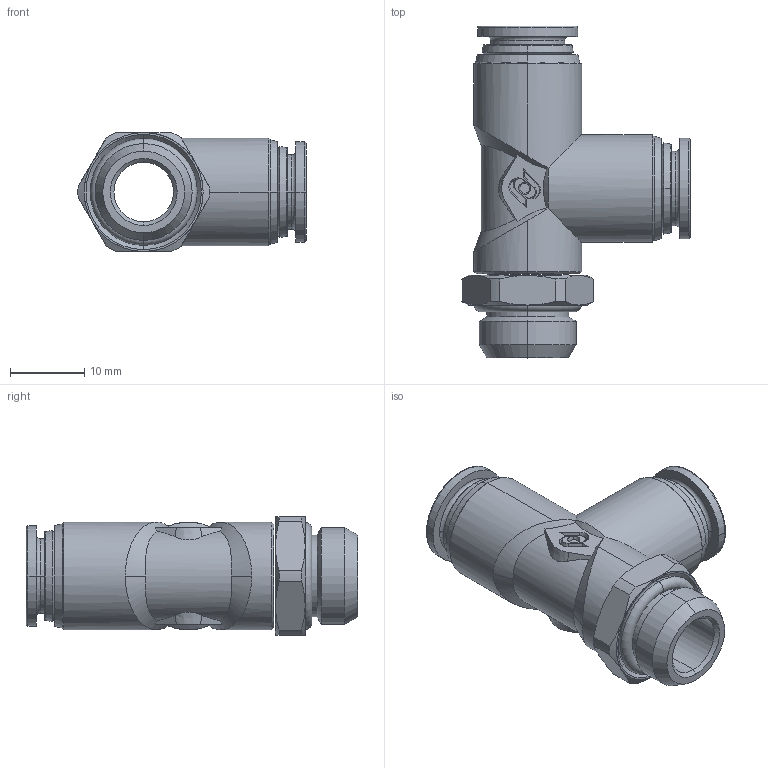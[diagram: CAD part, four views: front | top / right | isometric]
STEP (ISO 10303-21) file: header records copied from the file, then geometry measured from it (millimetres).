
FILE_DESCRIPTION (( 'STEP AP214' ), '1' );
FILE_NAME ('5922600011A.STEP', '2016-05-13T11:50:50', ( '' ), ( '' ), 'SwSTEP 2.0', 'SolidWorks 2016', '' );
FILE_SCHEMA (( 'AUTOMOTIVE_DESIGN' ));
Length unit declared in the file: millimetre
Products named in the file (1): 5922600011A
Bounding box: 30.7 x 44.65 x 16 mm (x, y, z)
Surface area: 4491.5 mm2 (no closed solid volume)
Topology: 0 solids, 8 shells, 251 faces, 668 edges, 434 vertices
Faces by surface type: plane 67, bspline 63, cone 58, cylinder 45, torus 18
Entity records: 14279 total; most frequent: CARTESIAN_POINT 5745, ORIENTED_EDGE 1246, DIRECTION 1026, EDGE_CURVE 668, VERTEX_POINT 434, AXIS2_PLACEMENT_3D 389, EDGE_LOOP 283, UNCERTAINTY_MEASURE_WITH_UNIT 253
